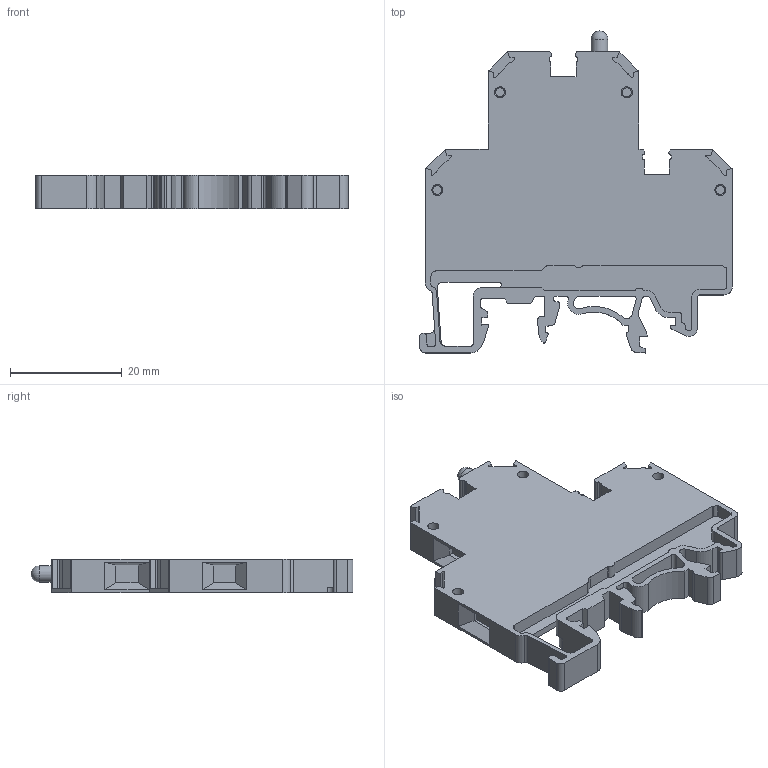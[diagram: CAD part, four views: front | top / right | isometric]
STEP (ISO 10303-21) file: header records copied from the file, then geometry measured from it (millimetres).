
FILE_DESCRIPTION( ( 'Unknown' ), '1' );
FILE_NAME( 'CDL4U-E-LD1-LD2.stp', 'Unknown', ( 'Unknown' ), ( 'Unknown' ), 'PSStep 14.0', 'Unknown', ' ' );
FILE_SCHEMA( ( 'AUTOMOTIVE_DESIGN { 1 0 10303 214 1 1 1 1 }' ) );
Length unit declared in the file: millimetre
Products named in the file (2): 1; 2
Bounding box: 56 x 57.7 x 5.95 mm (x, y, z)
Volume: 9901.6 mm3; surface area: 7139.6 mm2
Topology: 2 solids, 2 shells, 405 faces, 1131 edges, 746 vertices
Faces by surface type: plane 237, cylinder 155, torus 12, sphere 1
Full cylindrical faces by diameter (mm): 2 x4, 3 x1, 3.7 x4, 4.1 x8
Entity records: 17546 total; most frequent: CARTESIAN_POINT 2238, DIRECTION 2222, ORIENTED_EDGE 2174, EDGE_CURVE 1087, PRESENTATION_STYLE_ASSIGNMENT 787, COLOUR_RGB 787, LINE 748, VECTOR 748
